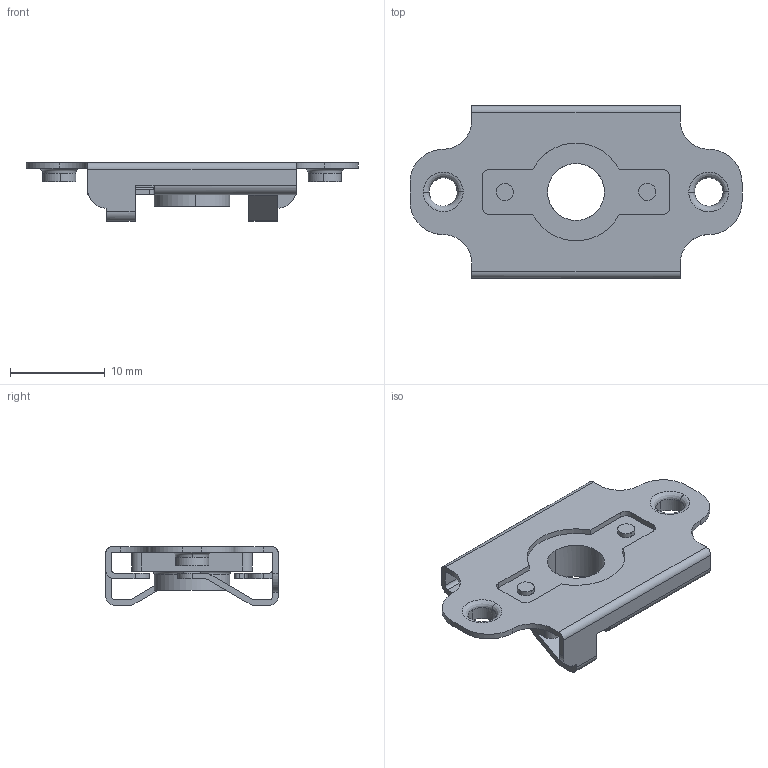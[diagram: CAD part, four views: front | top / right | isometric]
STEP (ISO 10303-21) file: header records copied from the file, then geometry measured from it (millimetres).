
FILE_DESCRIPTION((''),'2;1');
FILE_NAME('','2013-06-24T16:25:32',(''),(''),'','CADfix','');
FILE_SCHEMA(('AUTOMOTIVE_DESIGN { 1 0 10303 214 1 1 1 1 }'));
Length unit declared in the file: millimetre
Bounding box: 35 x 18.2 x 6.2 mm (x, y, z)
Volume: 897.8 mm3; surface area: 1948.1 mm2
Topology: 1 solids, 1 shells, 137 faces, 410 edges, 286 vertices
Faces by surface type: bspline 137
Entity records: 5233 total; most frequent: CARTESIAN_POINT 2937, ORIENTED_EDGE 820, EDGE_CURVE 410, VERTEX_POINT 286, QUASI_UNIFORM_CURVE 210, EDGE_LOOP 158, FACE_OUTER_BOUND 137, ADVANCED_FACE 137
